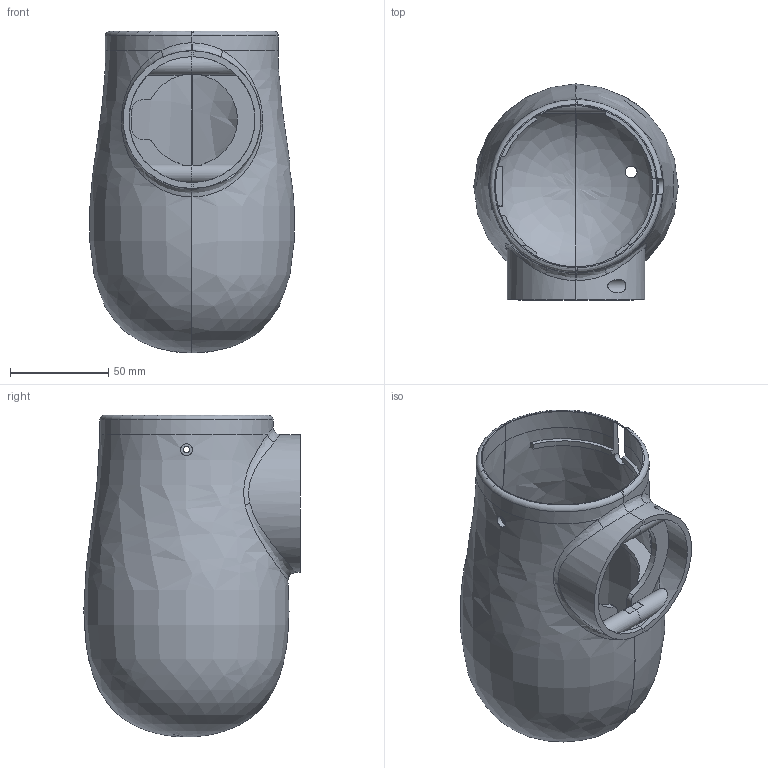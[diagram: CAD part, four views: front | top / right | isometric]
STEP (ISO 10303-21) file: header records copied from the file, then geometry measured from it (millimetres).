
FILE_DESCRIPTION(/* description */ (''),/* implementation_level */ '2;1');
FILE_NAME(/* name */ 'J6.stp',/* time_stamp */ '2020-11-10T15:48:07+08:00',/* author */ ('e10147'),/* organization */ (''),/* preprocessor_version */ 'ST-DEVELOPER v15.6',/* originating_system */ 'Autodesk Inventor 2015',/* authorisation */ '');
FILE_SCHEMA (('AUTOMOTIVE_DESIGN { 1 0 10303 214 3 1 1 }'));
Length unit declared in the file: millimetre
Products named in the file (4): ~~~~零件5; ~零件1; J6; 
Bounding box: 103.83 x 109.87 x 163.59 mm (x, y, z)
Volume: 165332.1 mm3; surface area: 113109.6 mm2
Topology: 2 solids, 2 shells, 199 faces, 589 edges, 403 vertices
Faces by surface type: plane 107, cylinder 62, bspline 29, torus 1
Full cylindrical faces by diameter (mm): 2.5 x3, 3.2 x4, 6 x2, 7 x3, 10 x4
Entity records: 9986 total; most frequent: CARTESIAN_POINT 4910, ORIENTED_EDGE 1122, DIRECTION 929, EDGE_CURVE 561, VERTEX_POINT 395, AXIS2_PLACEMENT_3D 343, LINE 243, VECTOR 243
